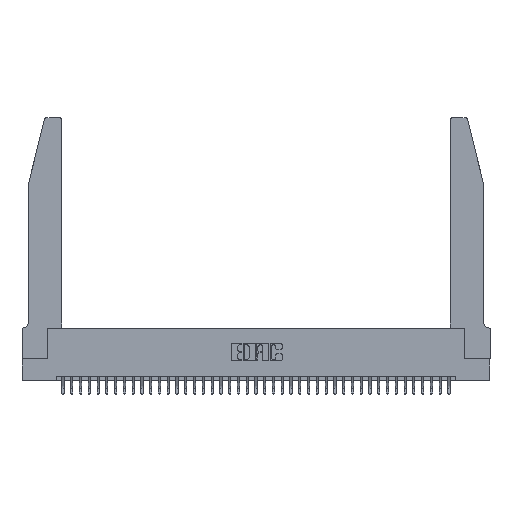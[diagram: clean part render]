
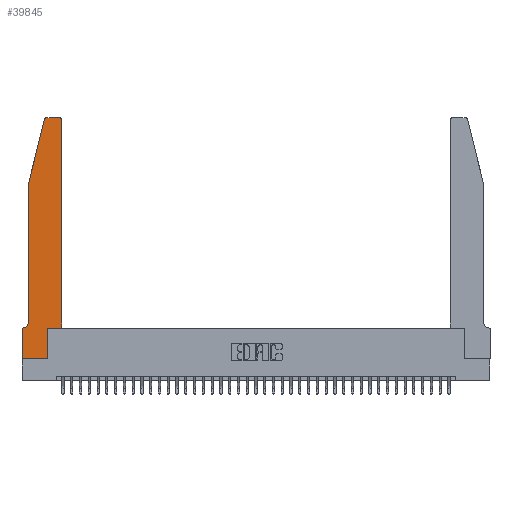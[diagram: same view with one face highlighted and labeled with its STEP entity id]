
A CAD part, top view. The second image highlights one B-rep face of the part: STEP entity #39845.
In plain terms, the highlighted planar face has unit normal (0, 0, 1).
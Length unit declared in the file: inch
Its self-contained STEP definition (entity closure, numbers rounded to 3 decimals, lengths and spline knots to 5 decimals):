
#387 = LINE ( 'NONE', #9268, #7777 ) ;
#584 = VECTOR ( 'NONE', #10343, 39.37008 ) ;
#1827 = CARTESIAN_POINT ( 'NONE',  ( 0., 0., 0.37 ) ) ;
#2006 = CARTESIAN_POINT ( 'NONE',  ( 0., 0., 0.37 ) ) ;
#3306 = ORIENTED_EDGE ( 'NONE', *, *, #17502, .T. ) ;
#3710 = CARTESIAN_POINT ( 'NONE',  ( 0.0055, 0.42, 0.37 ) ) ;
#6338 = CARTESIAN_POINT ( 'NONE',  ( 0.0755, 0.42, 0.37 ) ) ;
#6391 = CIRCLE ( 'NONE', #29540, 0.07 ) ;
#6880 = DIRECTION ( 'NONE',  ( -1., 0., 0. ) ) ;
#7103 = VERTEX_POINT ( 'NONE', #11547 ) ;
#7221 = ORIENTED_EDGE ( 'NONE', *, *, #30870, .T. ) ;
#7277 = DIRECTION ( 'NONE',  ( 0., 0., 1. ) ) ;
#7777 = VECTOR ( 'NONE', #36868, 39.37008 ) ;
#8504 = EDGE_CURVE ( 'NONE', #25355, #23977, #9632, .T. ) ;
#8723 = CARTESIAN_POINT ( 'NONE',  ( 0.4505, 0.35, 0.37 ) ) ;
#8879 = VERTEX_POINT ( 'NONE', #28680 ) ;
#9040 = VECTOR ( 'NONE', #17005, 39.37008 ) ;
#9136 = CARTESIAN_POINT ( 'NONE',  ( 0.4505, 2.72, 0.37 ) ) ;
#9268 = CARTESIAN_POINT ( 'NONE',  ( 0., 0., 0.37 ) ) ;
#9632 = LINE ( 'NONE', #2006, #25155 ) ;
#9690 = CIRCLE ( 'NONE', #17160, 0.03 ) ;
#10343 = DIRECTION ( 'NONE',  ( 0., 1., 0. ) ) ;
#10787 = CARTESIAN_POINT ( 'NONE',  ( 0., 0.35, 0.37 ) ) ;
#11547 = CARTESIAN_POINT ( 'NONE',  ( 0., 0.35, 0.37 ) ) ;
#11548 = DIRECTION ( 'NONE',  ( -1., 0., 0. ) ) ;
#12513 = ORIENTED_EDGE ( 'NONE', *, *, #37601, .T. ) ;
#12720 = VECTOR ( 'NONE', #19288, 39.37008 ) ;
#13898 = CARTESIAN_POINT ( 'NONE',  ( 0.4505, 0.35, 0.37 ) ) ;
#13942 = PLANE ( 'NONE',  #28322 ) ;
#14322 = CARTESIAN_POINT ( 'NONE',  ( 0.0755, 2., 0.37 ) ) ;
#14504 = ORIENTED_EDGE ( 'NONE', *, *, #14711, .T. ) ;
#14550 = CARTESIAN_POINT ( 'NONE',  ( 0.2605, 2.75, 0.37 ) ) ;
#14711 = EDGE_CURVE ( 'NONE', #23977, #17823, #39612, .T. ) ;
#16601 = CARTESIAN_POINT ( 'NONE',  ( 0.284, 2.72, 0.37 ) ) ;
#16969 = FACE_OUTER_BOUND ( 'NONE', #27508, .T. ) ;
#17005 = DIRECTION ( 'NONE',  ( 1., 0., 0. ) ) ;
#17057 = DIRECTION ( 'NONE',  ( 1., 0., 0. ) ) ;
#17160 = AXIS2_PLACEMENT_3D ( 'NONE', #16601, #37891, #19763 ) ;
#17381 = ORIENTED_EDGE ( 'NONE', *, *, #18045, .T. ) ;
#17502 = EDGE_CURVE ( 'NONE', #20612, #38491, #29090, .T. ) ;
#17647 = CARTESIAN_POINT ( 'NONE',  ( 0.284, 2.75, 0.37 ) ) ;
#17823 = VERTEX_POINT ( 'NONE', #35824 ) ;
#18045 = EDGE_CURVE ( 'NONE', #7103, #25355, #387, .T. ) ;
#19242 = VERTEX_POINT ( 'NONE', #33642 ) ;
#19288 = DIRECTION ( 'NONE',  ( -0.239, -0.971, 0. ) ) ;
#19763 = DIRECTION ( 'NONE',  ( 1., 0., 0. ) ) ;
#19998 = AXIS2_PLACEMENT_3D ( 'NONE', #25837, #7277, #28878 ) ;
#20612 = VERTEX_POINT ( 'NONE', #33200 ) ;
#20804 = ORIENTED_EDGE ( 'NONE', *, *, #25023, .T. ) ;
#23129 = DIRECTION ( 'NONE',  ( 0., 0., 1. ) ) ;
#23418 = EDGE_CURVE ( 'NONE', #17823, #8879, #33562, .T. ) ;
#23977 = VERTEX_POINT ( 'NONE', #37848 ) ;
#24716 = VECTOR ( 'NONE', #11548, 39.37008 ) ;
#24970 = VECTOR ( 'NONE', #37384, 39.37008 ) ;
#25019 = VECTOR ( 'NONE', #36342, 39.37008 ) ;
#25023 = EDGE_CURVE ( 'NONE', #19242, #7103, #26849, .T. ) ;
#25155 = VECTOR ( 'NONE', #26852, 39.37008 ) ;
#25355 = VERTEX_POINT ( 'NONE', #1827 ) ;
#25437 = DIRECTION ( 'NONE',  ( 0., 0., -1. ) ) ;
#25785 = CARTESIAN_POINT ( 'NONE',  ( 0.2865, 0.35, 0.37 ) ) ;
#25837 = CARTESIAN_POINT ( 'NONE',  ( 0.4205, 2.72, 0.37 ) ) ;
#25952 = LINE ( 'NONE', #8723, #25019 ) ;
#26849 = LINE ( 'NONE', #34360, #24970 ) ;
#26852 = DIRECTION ( 'NONE',  ( 1., 0., 0. ) ) ;
#26878 = CARTESIAN_POINT ( 'NONE',  ( 0.4205, 2.75, 0.37 ) ) ;
#27147 = LINE ( 'NONE', #14322, #34229 ) ;
#27508 = EDGE_LOOP ( 'NONE', ( #28943, #28489, #3306, #30896, #12513, #20804, #17381, #35984, #14504, #30831, #7221, #39309 ) ) ;
#28322 = AXIS2_PLACEMENT_3D ( 'NONE', #10787, #23129, #17057 ) ;
#28489 = ORIENTED_EDGE ( 'NONE', *, *, #34851, .T. ) ;
#28680 = CARTESIAN_POINT ( 'NONE',  ( 0.4505, 0.35, 0.37 ) ) ;
#28878 = DIRECTION ( 'NONE',  ( 1., 0., 0. ) ) ;
#28943 = ORIENTED_EDGE ( 'NONE', *, *, #35117, .T. ) ;
#29090 = LINE ( 'NONE', #34412, #12720 ) ;
#29216 = CARTESIAN_POINT ( 'NONE',  ( 0.0755, 2., 0.37 ) ) ;
#29540 = AXIS2_PLACEMENT_3D ( 'NONE', #3710, #25437, #6880 ) ;
#30132 = CIRCLE ( 'NONE', #19998, 0.03 ) ;
#30831 = ORIENTED_EDGE ( 'NONE', *, *, #23418, .T. ) ;
#30870 = EDGE_CURVE ( 'NONE', #8879, #38104, #25952, .T. ) ;
#30896 = ORIENTED_EDGE ( 'NONE', *, *, #34371, .T. ) ;
#31800 = EDGE_CURVE ( 'NONE', #38104, #33776, #30132, .T. ) ;
#31821 = LINE ( 'NONE', #14550, #24716 ) ;
#33200 = CARTESIAN_POINT ( 'NONE',  ( 0.25487, 2.72718, 0.37 ) ) ;
#33562 = LINE ( 'NONE', #13898, #9040 ) ;
#33642 = CARTESIAN_POINT ( 'NONE',  ( 0.0055, 0.35, 0.37 ) ) ;
#33776 = VERTEX_POINT ( 'NONE', #26878 ) ;
#34229 = VECTOR ( 'NONE', #38693, 39.37008 ) ;
#34360 = CARTESIAN_POINT ( 'NONE',  ( 0.0755, 0.35, 0.37 ) ) ;
#34371 = EDGE_CURVE ( 'NONE', #38491, #36010, #27147, .T. ) ;
#34412 = CARTESIAN_POINT ( 'NONE',  ( 0.0755, 2., 0.37 ) ) ;
#34851 = EDGE_CURVE ( 'NONE', #39323, #20612, #9690, .T. ) ;
#35117 = EDGE_CURVE ( 'NONE', #33776, #39323, #31821, .T. ) ;
#35824 = CARTESIAN_POINT ( 'NONE',  ( 0.2865, 0.35, 0.37 ) ) ;
#35984 = ORIENTED_EDGE ( 'NONE', *, *, #8504, .T. ) ;
#36010 = VERTEX_POINT ( 'NONE', #6338 ) ;
#36342 = DIRECTION ( 'NONE',  ( 0., 1., 0. ) ) ;
#36868 = DIRECTION ( 'NONE',  ( 0., -1., 0. ) ) ;
#37384 = DIRECTION ( 'NONE',  ( -1., 0., 0. ) ) ;
#37601 = EDGE_CURVE ( 'NONE', #36010, #19242, #6391, .T. ) ;
#37848 = CARTESIAN_POINT ( 'NONE',  ( 0.2865, 0., 0.37 ) ) ;
#37891 = DIRECTION ( 'NONE',  ( 0., 0., 1. ) ) ;
#38104 = VERTEX_POINT ( 'NONE', #9136 ) ;
#38491 = VERTEX_POINT ( 'NONE', #29216 ) ;
#38693 = DIRECTION ( 'NONE',  ( 0., -1., 0. ) ) ;
#39309 = ORIENTED_EDGE ( 'NONE', *, *, #31800, .T. ) ;
#39323 = VERTEX_POINT ( 'NONE', #17647 ) ;
#39612 = LINE ( 'NONE', #25785, #584 ) ;
#39845 = ADVANCED_FACE ( 'NONE', ( #16969 ), #13942, .T. ) ;
